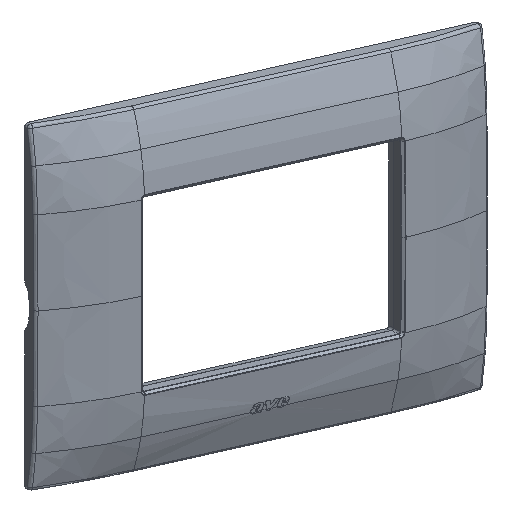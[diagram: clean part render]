
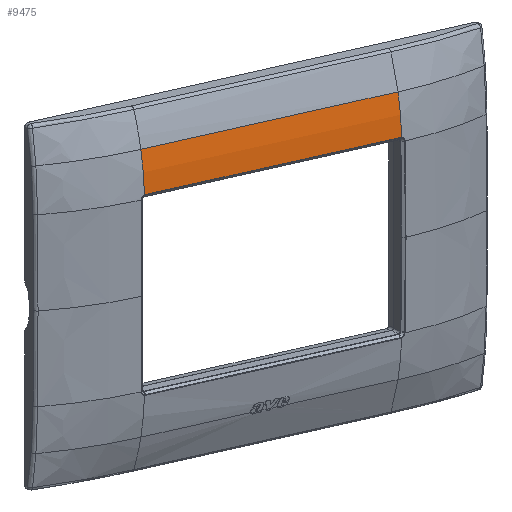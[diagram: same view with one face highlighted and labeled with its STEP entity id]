
A CAD part, top view. The second image highlights one B-rep face of the part: STEP entity #9475.
In plain terms, the highlighted cylindrical face has radius 53.744 mm (diameter 107.489 mm), a partial arc.
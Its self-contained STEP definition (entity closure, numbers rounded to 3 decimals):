
#918=CARTESIAN_POINT('Vertex',(-33.947,-33.75,4.5)) ;
#950=CARTESIAN_POINT('Vertex',(33.947,-33.75,4.5)) ;
#953=CARTESIAN_POINT('Line Origine',(16.973,-33.75,4.5)) ;
#9067=CARTESIAN_POINT('Control Point',(33.947,-33.75,4.5)) ;
#9068=CARTESIAN_POINT('Control Point',(33.947,-31.736,4.99)) ;
#9069=CARTESIAN_POINT('Control Point',(33.947,-29.698,5.382)) ;
#9070=CARTESIAN_POINT('Control Point',(33.947,-27.642,5.675)) ;
#9071=CARTESIAN_POINT('Control Point',(33.947,-25.576,5.87)) ;
#9072=CARTESIAN_POINT('Control Point',(33.947,-23.505,5.964)) ;
#9073=CARTESIAN_POINT('Vertex',(33.947,-23.505,5.964)) ;
#9403=CARTESIAN_POINT('Vertex',(-33.947,-23.505,5.964)) ;
#9422=CARTESIAN_POINT('Control Point',(-33.947,-33.75,4.5)) ;
#9423=CARTESIAN_POINT('Control Point',(-33.947,-31.736,4.99)) ;
#9424=CARTESIAN_POINT('Control Point',(-33.947,-29.698,5.382)) ;
#9425=CARTESIAN_POINT('Control Point',(-33.947,-27.642,5.675)) ;
#9426=CARTESIAN_POINT('Control Point',(-33.947,-25.576,5.87)) ;
#9427=CARTESIAN_POINT('Control Point',(-33.947,-23.505,5.964)) ;
#9439=CARTESIAN_POINT('Axis2P3D Location',(16.973,-21.062,-47.725)) ;
#9445=CARTESIAN_POINT('Control Point',(33.947,-23.505,5.964)) ;
#9446=CARTESIAN_POINT('Control Point',(33.855,-23.531,5.963)) ;
#9447=CARTESIAN_POINT('Control Point',(33.763,-23.547,5.962)) ;
#9448=CARTESIAN_POINT('Control Point',(33.666,-23.553,5.962)) ;
#9449=CARTESIAN_POINT('Control Point',(33.574,-23.553,5.962)) ;
#9450=CARTESIAN_POINT('Vertex',(33.574,-23.553,5.962)) ;
#9453=CARTESIAN_POINT('Line Origine',(0.,-23.553,5.962)) ;
#9457=CARTESIAN_POINT('Vertex',(-33.574,-23.553,5.962)) ;
#9461=CARTESIAN_POINT('Control Point',(-33.574,-23.553,5.962)) ;
#9462=CARTESIAN_POINT('Control Point',(-33.666,-23.553,5.962)) ;
#9463=CARTESIAN_POINT('Control Point',(-33.763,-23.547,5.962)) ;
#9464=CARTESIAN_POINT('Control Point',(-33.855,-23.531,5.963)) ;
#9465=CARTESIAN_POINT('Control Point',(-33.947,-23.505,5.964)) ;
#954=DIRECTION('Vector Direction',(-1.,0.,0.)) ;
#9440=DIRECTION('Axis2P3D Direction',(-1.,0.,0.)) ;
#9441=DIRECTION('Axis2P3D XDirection',(0.,-0.236,0.972)) ;
#9454=DIRECTION('Vector Direction',(-1.,0.,0.)) ;
#9442=AXIS2_PLACEMENT_3D('Cylinder Axis2P3D',#9439,#9440,#9441) ;
#9468=ORIENTED_EDGE('',*,*,#9428,.F.) ;
#9469=ORIENTED_EDGE('',*,*,#957,.F.) ;
#9470=ORIENTED_EDGE('',*,*,#9075,.T.) ;
#9471=ORIENTED_EDGE('',*,*,#9452,.F.) ;
#9472=ORIENTED_EDGE('',*,*,#9459,.F.) ;
#9473=ORIENTED_EDGE('',*,*,#9466,.F.) ;
#955=VECTOR('Line Direction',#954,1.) ;
#9455=VECTOR('Line Direction',#9454,1.) ;
#9475=ADVANCED_FACE('PLACCA',(#9474),#9443,.T.) ;
#9066=B_SPLINE_CURVE_WITH_KNOTS('',5,(#9067,#9068,#9069,#9070,#9071,#9072),.UNSPECIFIED.,.F.,.U.,(6,6),(71.539,81.904),.UNSPECIFIED.) ;
#9421=B_SPLINE_CURVE_WITH_KNOTS('',5,(#9422,#9423,#9424,#9425,#9426,#9427),.UNSPECIFIED.,.F.,.U.,(6,6),(71.539,81.904),.UNSPECIFIED.) ;
#9444=B_SPLINE_CURVE_WITH_KNOTS('',4,(#9445,#9446,#9447,#9448,#9449),.UNSPECIFIED.,.F.,.U.,(5,5),(0.65,1.19),.UNSPECIFIED.) ;
#9460=B_SPLINE_CURVE_WITH_KNOTS('',4,(#9461,#9462,#9463,#9464,#9465),.UNSPECIFIED.,.F.,.U.,(5,5),(0.611,1.151),.UNSPECIFIED.) ;
#9443=CYLINDRICAL_SURFACE('generated cylinder',#9442,53.744) ;
#957=EDGE_CURVE('',#951,#919,#956,.T.) ;
#9075=EDGE_CURVE('',#951,#9074,#9066,.T.) ;
#9428=EDGE_CURVE('',#919,#9404,#9421,.T.) ;
#9452=EDGE_CURVE('',#9451,#9074,#9444,.F.) ;
#9459=EDGE_CURVE('',#9458,#9451,#9456,.F.) ;
#9466=EDGE_CURVE('',#9404,#9458,#9460,.F.) ;
#9467=EDGE_LOOP('',(#9468,#9469,#9470,#9471,#9472,#9473)) ;
#9474=FACE_OUTER_BOUND('',#9467,.T.) ;
#956=LINE('Line',#953,#955) ;
#9456=LINE('Line',#9453,#9455) ;
#919=VERTEX_POINT('',#918) ;
#951=VERTEX_POINT('',#950) ;
#9074=VERTEX_POINT('',#9073) ;
#9404=VERTEX_POINT('',#9403) ;
#9451=VERTEX_POINT('',#9450) ;
#9458=VERTEX_POINT('',#9457) ;
